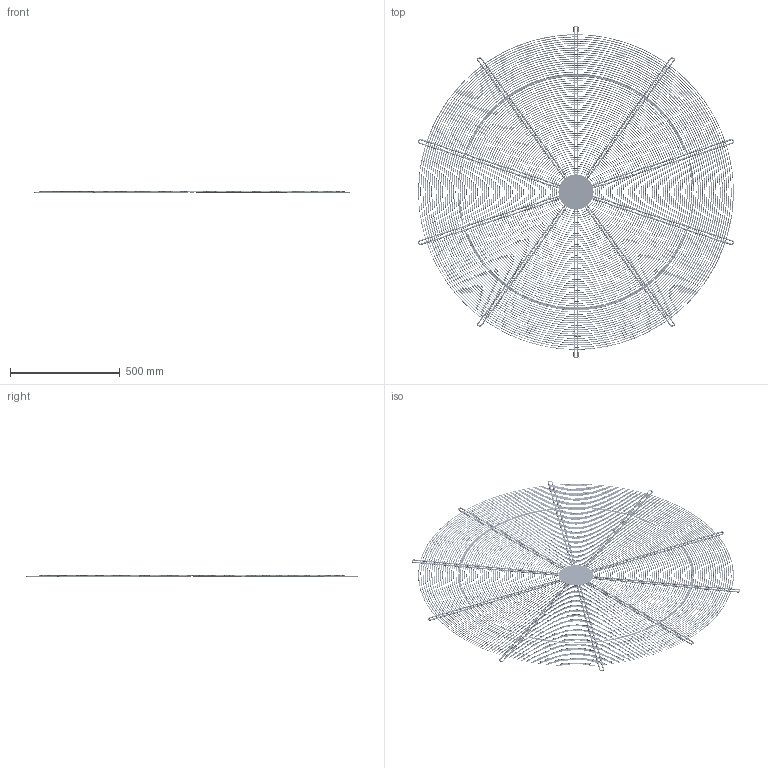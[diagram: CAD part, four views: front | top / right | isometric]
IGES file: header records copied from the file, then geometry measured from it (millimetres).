
Start section: SolidWorks IGES file using analytic representation for surfaces
Global section: file name: 5RE9110_CCr 140.IGS; native system: SolidWorks 2018; preprocessor: SolidWorks 2018; author: binatti; date: 220309.085151; units: millimetre
Bounding box: 1444.05 x 1515 x 8.7 mm (x, y, z)
Surface area: 1735524.5 mm2 (no closed solid volume)
Topology: 0 solids, 0 shells, 380 faces, 57708 edges, 55870 vertices
Faces by surface type: bspline 378, revolution 2
